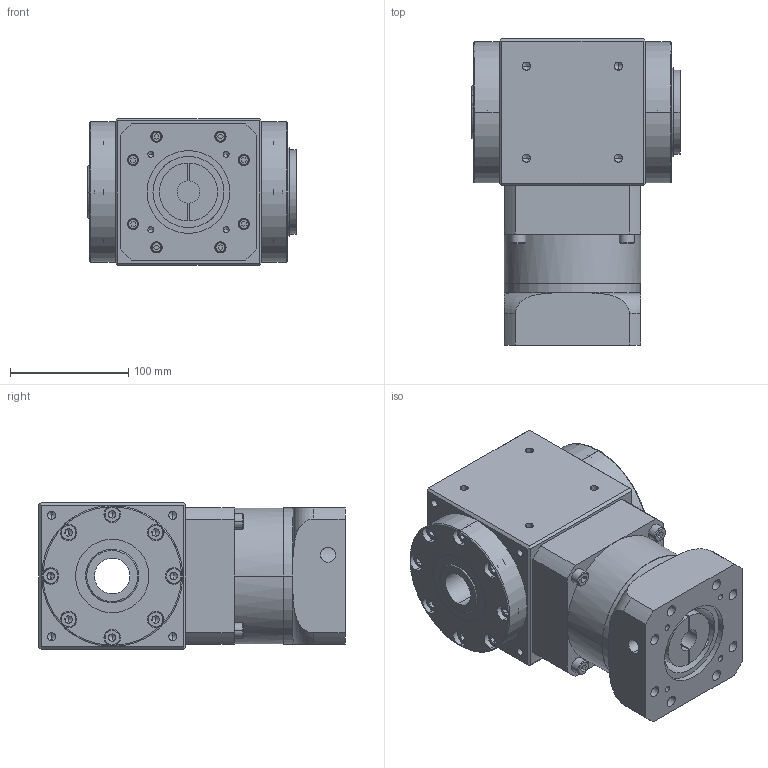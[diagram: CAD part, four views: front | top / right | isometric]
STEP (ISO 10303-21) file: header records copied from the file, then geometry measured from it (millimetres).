
FILE_DESCRIPTION (( 'STEP AP214' ), '1' );
FILE_NAME ('RAH120-L1-XX-F-19-70-90-M6_2019.STEP', '2019-03-27T07:38:27', ( 'Y' ), ( 'NCU' ), 'SwSTEP 2.0', 'SolidWorks 2016', '' );
FILE_SCHEMA (( 'AUTOMOTIVE_DESIGN' ));
Length unit declared in the file: millimetre
Products named in the file (1): RAH120-L1-XX-F-19-70-90-M6_2019
Bounding box: 176 x 258.8 x 124 mm (x, y, z)
Volume: 3788912.1 mm3; surface area: 282512.4 mm2
Topology: 2 solids, 26 shells, 880 faces, 2054 edges, 1242 vertices
Faces by surface type: plane 438, cylinder 276, cone 120, torus 46
Entity records: 28538 total; most frequent: CARTESIAN_POINT 7051, DIRECTION 4472, ORIENTED_EDGE 3916, EDGE_CURVE 1958, AXIS2_PLACEMENT_3D 1703, VERTEX_POINT 1242, LINE 1066, VECTOR 1066
